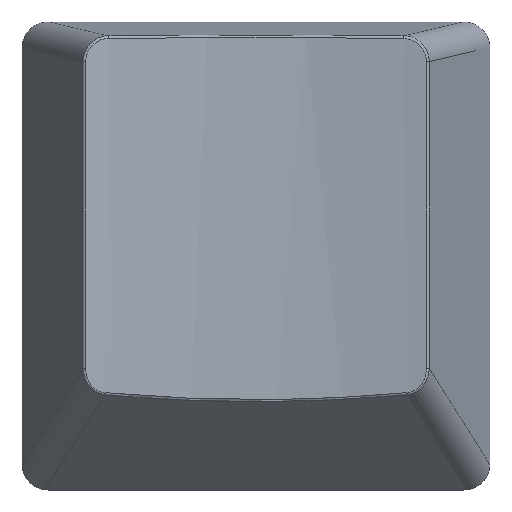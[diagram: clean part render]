
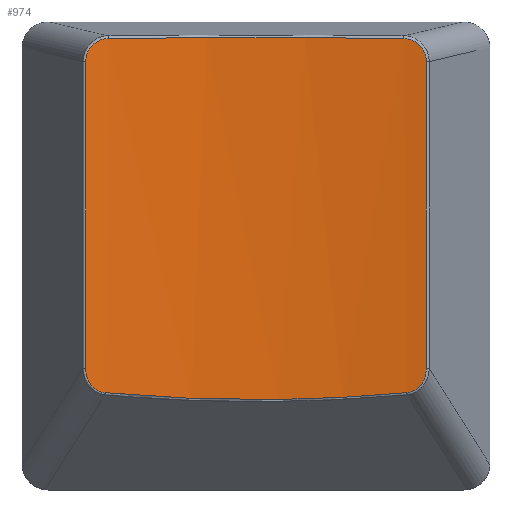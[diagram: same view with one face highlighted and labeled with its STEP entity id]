
A CAD part, top view. The second image highlights one B-rep face of the part: STEP entity #974.
In plain terms, the highlighted cylindrical face has radius 36.977 mm (diameter 73.954 mm), a partial arc.
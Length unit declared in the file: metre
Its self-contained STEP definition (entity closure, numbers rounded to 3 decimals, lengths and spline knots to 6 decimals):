
#18=B_SPLINE_CURVE_WITH_KNOTS('',3,(#1457,#1458,#1459,#1460,#1461),
 .UNSPECIFIED.,.F.,.F.,(4,1,4),(0.,0.000692,
0.001385),.UNSPECIFIED.);
#19=B_SPLINE_CURVE_WITH_KNOTS('',3,(#1466,#1467,#1468,#1469,#1470),
 .UNSPECIFIED.,.F.,.F.,(4,1,4),(0.,0.000692,0.001385),
 .UNSPECIFIED.);
#20=B_SPLINE_CURVE_WITH_KNOTS('',3,(#1474,#1475,#1476,#1477,#1478),
 .UNSPECIFIED.,.F.,.F.,(4,1,4),(0.,0.000658,
0.001316),.UNSPECIFIED.);
#21=B_SPLINE_CURVE_WITH_KNOTS('',3,(#1482,#1483,#1484,#1485,#1486),
 .UNSPECIFIED.,.F.,.F.,(4,1,4),(0.,0.000657,0.001314),
 .UNSPECIFIED.);
#34=CYLINDRICAL_SURFACE('',#1052,0.036977);
#54=ELLIPSE('',#1053,0.037119,0.036977);
#55=ELLIPSE('',#1054,0.042726,0.036977);
#112=ORIENTED_EDGE('',*,*,#408,.T.);
#113=ORIENTED_EDGE('',*,*,#409,.T.);
#114=ORIENTED_EDGE('',*,*,#410,.T.);
#115=ORIENTED_EDGE('',*,*,#411,.T.);
#116=ORIENTED_EDGE('',*,*,#412,.T.);
#117=ORIENTED_EDGE('',*,*,#413,.T.);
#118=ORIENTED_EDGE('',*,*,#414,.T.);
#119=ORIENTED_EDGE('',*,*,#415,.T.);
#408=EDGE_CURVE('',#556,#557,#18,.T.);
#409=EDGE_CURVE('',#557,#558,#54,.T.);
#410=EDGE_CURVE('',#558,#559,#19,.T.);
#411=EDGE_CURVE('',#559,#560,#644,.F.);
#412=EDGE_CURVE('',#560,#561,#20,.T.);
#413=EDGE_CURVE('',#561,#562,#55,.T.);
#414=EDGE_CURVE('',#562,#563,#21,.T.);
#415=EDGE_CURVE('',#563,#556,#645,.T.);
#556=VERTEX_POINT('',#1462);
#557=VERTEX_POINT('',#1463);
#558=VERTEX_POINT('',#1465);
#559=VERTEX_POINT('',#1471);
#560=VERTEX_POINT('',#1473);
#561=VERTEX_POINT('',#1479);
#562=VERTEX_POINT('',#1481);
#563=VERTEX_POINT('',#1487);
#644=LINE('',#1472,#738);
#645=LINE('',#1488,#739);
#738=VECTOR('',#1174,1.);
#739=VECTOR('',#1177,1.);
#820=EDGE_LOOP('',(#112,#113,#114,#115,#116,#117,#118,#119));
#880=FACE_BOUND('',#820,.T.);
#974=ADVANCED_FACE('',(#880),#34,.F.);
#1052=AXIS2_PLACEMENT_3D('',#1456,#1170,#1171);
#1053=AXIS2_PLACEMENT_3D('',#1464,#1172,#1173);
#1054=AXIS2_PLACEMENT_3D('',#1480,#1175,#1176);
#1170=DIRECTION('',(0.,1.,0.));
#1171=DIRECTION('',(0.,0.,1.));
#1172=DIRECTION('',(0.,0.996,0.087));
#1173=DIRECTION('',(0.,0.087,-0.996));
#1174=DIRECTION('',(0.,1.,0.));
#1175=DIRECTION('',(0.,-0.865,0.501));
#1176=DIRECTION('',(0.,0.501,0.865));
#1177=DIRECTION('',(0.,1.,0.));
#1456=CARTESIAN_POINT('',(0.,-0.009,0.043877));
#1457=CARTESIAN_POINT('',(0.006551,0.007464,0.007485));
#1458=CARTESIAN_POINT('',(0.006551,0.007698,0.007485));
#1459=CARTESIAN_POINT('',(0.006362,0.008158,0.00745));
#1460=CARTESIAN_POINT('',(0.005909,0.008351,0.007374));
#1461=CARTESIAN_POINT('',(0.005678,0.008354,0.007339));
#1462=CARTESIAN_POINT('',(0.006551,0.007464,0.007485));
#1463=CARTESIAN_POINT('',(0.005678,0.008354,0.007339));
#1464=CARTESIAN_POINT('',(0.,0.005148,0.043877));
#1465=CARTESIAN_POINT('',(-0.005678,0.008354,0.007339));
#1466=CARTESIAN_POINT('',(-0.005678,0.008354,0.007339));
#1467=CARTESIAN_POINT('',(-0.005909,0.008351,0.007374));
#1468=CARTESIAN_POINT('',(-0.006361,0.008159,0.00745));
#1469=CARTESIAN_POINT('',(-0.006551,0.007699,0.007485));
#1470=CARTESIAN_POINT('',(-0.006551,0.007464,0.007485));
#1471=CARTESIAN_POINT('',(-0.006551,0.007464,0.007485));
#1472=CARTESIAN_POINT('',(-0.006551,-0.009,0.007485));
#1473=CARTESIAN_POINT('',(-0.006551,-0.004336,0.007485));
#1474=CARTESIAN_POINT('',(-0.006551,-0.004336,0.007485));
#1475=CARTESIAN_POINT('',(-0.006551,-0.004558,0.007485));
#1476=CARTESIAN_POINT('',(-0.006426,-0.005003,0.007462));
#1477=CARTESIAN_POINT('',(-0.006025,-0.00525,0.007393));
#1478=CARTESIAN_POINT('',(-0.005806,-0.00527,0.007359));
#1479=CARTESIAN_POINT('',(-0.005806,-0.00527,0.007359));
#1480=CARTESIAN_POINT('',(0.,0.015871,0.043877));
#1481=CARTESIAN_POINT('',(0.005806,-0.00527,0.007359));
#1482=CARTESIAN_POINT('',(0.005806,-0.00527,0.007359));
#1483=CARTESIAN_POINT('',(0.006024,-0.00525,0.007393));
#1484=CARTESIAN_POINT('',(0.006425,-0.005005,0.007462));
#1485=CARTESIAN_POINT('',(0.006551,-0.004557,0.007485));
#1486=CARTESIAN_POINT('',(0.006551,-0.004336,0.007485));
#1487=CARTESIAN_POINT('',(0.006551,-0.004336,0.007485));
#1488=CARTESIAN_POINT('',(0.006551,-0.009,0.007485));
